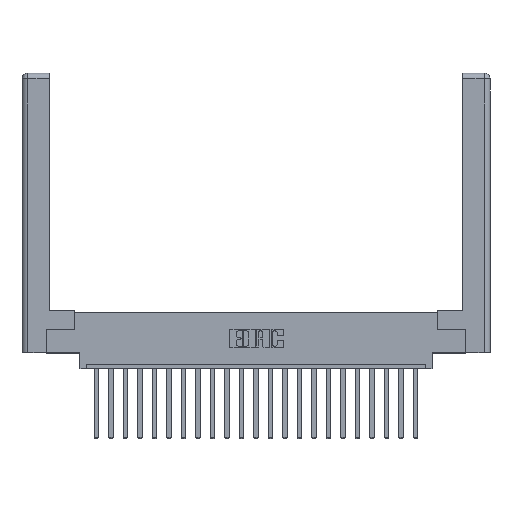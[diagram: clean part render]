
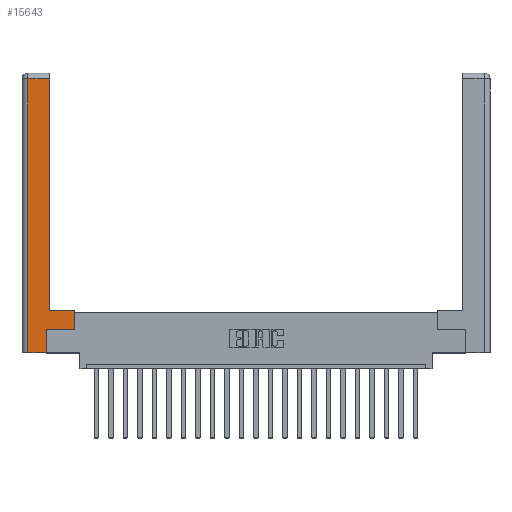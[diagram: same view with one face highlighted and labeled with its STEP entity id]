
A CAD part, top view. The second image highlights one B-rep face of the part: STEP entity #15643.
In plain terms, the highlighted planar face has unit normal (0, 0, 1).
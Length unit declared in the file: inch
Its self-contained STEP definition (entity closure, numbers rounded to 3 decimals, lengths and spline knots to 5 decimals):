
#613 = VERTEX_POINT ( 'NONE', #19874 ) ;
#689 = FACE_OUTER_BOUND ( 'NONE', #3534, .T. ) ;
#1030 = DIRECTION ( 'NONE',  ( 1., 0., 0. ) ) ;
#1303 = CARTESIAN_POINT ( 'NONE',  ( 0.265, 0.245, 0. ) ) ;
#1984 = ORIENTED_EDGE ( 'NONE', *, *, #13059, .T. ) ;
#2467 = CARTESIAN_POINT ( 'NONE',  ( 0.295, 3., 0. ) ) ;
#2606 = CARTESIAN_POINT ( 'NONE',  ( 0.295, 2.94, 0. ) ) ;
#2607 = EDGE_CURVE ( 'NONE', #6940, #14734, #6163, .T. ) ;
#3037 = DIRECTION ( 'NONE',  ( 0., 1., 0. ) ) ;
#3379 = ORIENTED_EDGE ( 'NONE', *, *, #11691, .T. ) ;
#3534 = EDGE_LOOP ( 'NONE', ( #1984, #20468, #3379, #6216, #8117, #20562, #17376, #14127 ) ) ;
#4204 = DIRECTION ( 'NONE',  ( 0., 1., 0. ) ) ;
#4268 = VECTOR ( 'NONE', #21393, 39.37008 ) ;
#4387 = CARTESIAN_POINT ( 'NONE',  ( 0.565, 0.245, 0. ) ) ;
#4881 = DIRECTION ( 'NONE',  ( -1., 0., 0. ) ) ;
#5384 = PLANE ( 'NONE',  #11070 ) ;
#5520 = DIRECTION ( 'NONE',  ( 0., 0., -1. ) ) ;
#5898 = DIRECTION ( 'NONE',  ( 0., 1., 0. ) ) ;
#6004 = EDGE_CURVE ( 'NONE', #613, #16217, #21174, .T. ) ;
#6163 = LINE ( 'NONE', #12967, #13905 ) ;
#6216 = ORIENTED_EDGE ( 'NONE', *, *, #6004, .T. ) ;
#6252 = DIRECTION ( 'NONE',  ( 1., 0., 0. ) ) ;
#6654 = LINE ( 'NONE', #19427, #4268 ) ;
#6940 = VERTEX_POINT ( 'NONE', #8083 ) ;
#8083 = CARTESIAN_POINT ( 'NONE',  ( 0.265, 0.245, 0. ) ) ;
#8117 = ORIENTED_EDGE ( 'NONE', *, *, #14829, .T. ) ;
#8992 = VECTOR ( 'NONE', #5898, 39.37008 ) ;
#10054 = LINE ( 'NONE', #16242, #8992 ) ;
#10274 = LINE ( 'NONE', #2467, #15865 ) ;
#10820 = LINE ( 'NONE', #18658, #19359 ) ;
#10883 = VECTOR ( 'NONE', #3037, 39.37008 ) ;
#11070 = AXIS2_PLACEMENT_3D ( 'NONE', #20605, #5520, #20827 ) ;
#11088 = CARTESIAN_POINT ( 'NONE',  ( 0.265, 0., 0. ) ) ;
#11136 = EDGE_CURVE ( 'NONE', #21202, #21592, #6654, .T. ) ;
#11691 = EDGE_CURVE ( 'NONE', #21592, #613, #15928, .T. ) ;
#11905 = CARTESIAN_POINT ( 'NONE',  ( 0.265, 0., 0. ) ) ;
#12067 = EDGE_CURVE ( 'NONE', #14734, #17461, #10054, .T. ) ;
#12967 = CARTESIAN_POINT ( 'NONE',  ( 0.565, 0.245, 0. ) ) ;
#13059 = EDGE_CURVE ( 'NONE', #13093, #21202, #10274, .T. ) ;
#13093 = VERTEX_POINT ( 'NONE', #16227 ) ;
#13905 = VECTOR ( 'NONE', #1030, 39.37008 ) ;
#14127 = ORIENTED_EDGE ( 'NONE', *, *, #17137, .T. ) ;
#14734 = VERTEX_POINT ( 'NONE', #4387 ) ;
#14829 = EDGE_CURVE ( 'NONE', #16217, #6940, #15421, .T. ) ;
#15421 = LINE ( 'NONE', #1303, #10883 ) ;
#15643 = ADVANCED_FACE ( 'NONE', ( #689 ), #5384, .F. ) ;
#15804 = CARTESIAN_POINT ( 'NONE',  ( 0.0615, 2.94, 0. ) ) ;
#15865 = VECTOR ( 'NONE', #4204, 39.37008 ) ;
#15928 = LINE ( 'NONE', #20659, #19698 ) ;
#16217 = VERTEX_POINT ( 'NONE', #11905 ) ;
#16227 = CARTESIAN_POINT ( 'NONE',  ( 0.295, 0.45, 0. ) ) ;
#16242 = CARTESIAN_POINT ( 'NONE',  ( 0.565, 0.45, 0. ) ) ;
#16572 = VECTOR ( 'NONE', #6252, 39.37008 ) ;
#17137 = EDGE_CURVE ( 'NONE', #17461, #13093, #10820, .T. ) ;
#17254 = DIRECTION ( 'NONE',  ( 0., -1., 0. ) ) ;
#17376 = ORIENTED_EDGE ( 'NONE', *, *, #12067, .T. ) ;
#17461 = VERTEX_POINT ( 'NONE', #21126 ) ;
#18658 = CARTESIAN_POINT ( 'NONE',  ( 0.295, 0.45, 0. ) ) ;
#19359 = VECTOR ( 'NONE', #4881, 39.37008 ) ;
#19427 = CARTESIAN_POINT ( 'NONE',  ( 0.0615, 2.94, 0. ) ) ;
#19698 = VECTOR ( 'NONE', #17254, 39.37008 ) ;
#19874 = CARTESIAN_POINT ( 'NONE',  ( 0.0615, 0., 0. ) ) ;
#20468 = ORIENTED_EDGE ( 'NONE', *, *, #11136, .T. ) ;
#20562 = ORIENTED_EDGE ( 'NONE', *, *, #2607, .T. ) ;
#20605 = CARTESIAN_POINT ( 'NONE',  ( 0., 0., 0. ) ) ;
#20659 = CARTESIAN_POINT ( 'NONE',  ( 0.0615, 0., 0. ) ) ;
#20827 = DIRECTION ( 'NONE',  ( -1., 0., 0. ) ) ;
#21126 = CARTESIAN_POINT ( 'NONE',  ( 0.565, 0.45, 0. ) ) ;
#21174 = LINE ( 'NONE', #11088, #16572 ) ;
#21202 = VERTEX_POINT ( 'NONE', #2606 ) ;
#21393 = DIRECTION ( 'NONE',  ( -1., 0., 0. ) ) ;
#21592 = VERTEX_POINT ( 'NONE', #15804 ) ;
